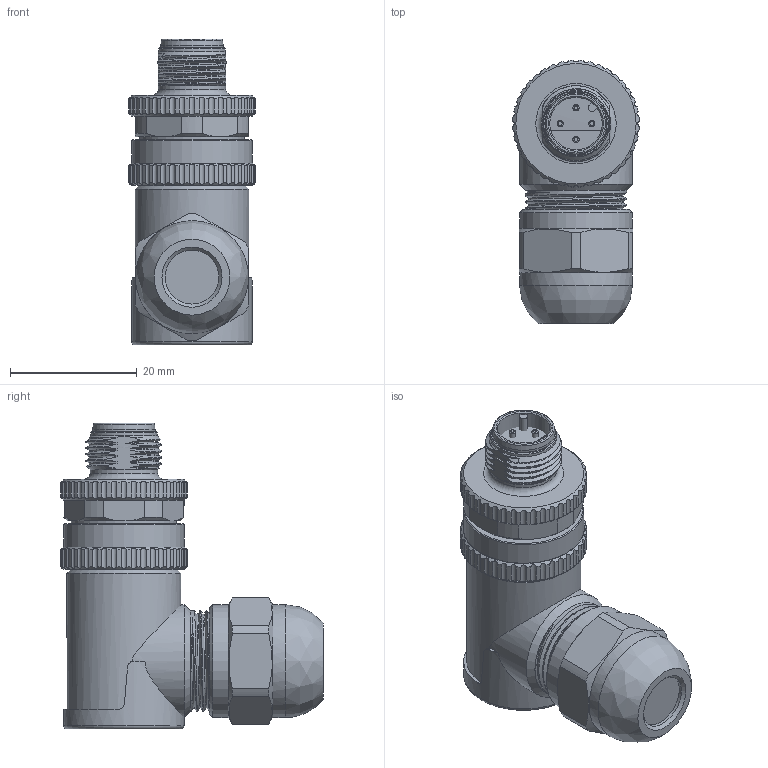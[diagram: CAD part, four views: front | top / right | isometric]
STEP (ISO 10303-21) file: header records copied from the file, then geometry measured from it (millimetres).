
FILE_DESCRIPTION(/* description */ (''),/* implementation_level */ '2;1');
FILE_NAME(/* name */ 'LSB12.4-0-M-S-C.stp',/* time_stamp */ '2023-12-01T09:02:26+08:00',/* author */ (''),/* organization */ (''),/* preprocessor_version */ 'ST-DEVELOPER v16',/* originating_system */ 'SIEMENS PLM Software NX 10.0',/* authorisation */ '');
FILE_SCHEMA (('AP203_CONFIGURATION_CONTROLLED_3D_DESIGN_OF_MECHANICAL_PARTS_AND_ASSEMBLIES_MIM_LF { 1 0 10303 403 2 1 2}'));
Length unit declared in the file: millimetre
Products named in the file (1): chan05F08EDEyoso
Bounding box: 19.98 x 41.49 x 48.3 mm (x, y, z)
Volume: 16623 mm3; surface area: 7452.1 mm2
Topology: 9 solids, 9 shells, 342 faces, 912 edges, 597 vertices
Faces by surface type: cylinder 210, plane 56, bspline 43, cone 26, torus 7
Full cylindrical faces by diameter (mm): 1 x5, 2 x1, 8.3 x1, 8.5 x1, 9.4 x2, 9.85 x1, 10.5 x1, 10.7 x1, 16 x3, 16.6 x1, 17 x1, 17.8 x3, 18 x1, 19 x2
Entity records: 23557 total; most frequent: CARTESIAN_POINT 15795, ORIENTED_EDGE 1680, DIRECTION 1374, EDGE_CURVE 840, VERTEX_POINT 572, AXIS2_PLACEMENT_3D 563, EDGE_LOOP 394, ADVANCED_FACE 339
